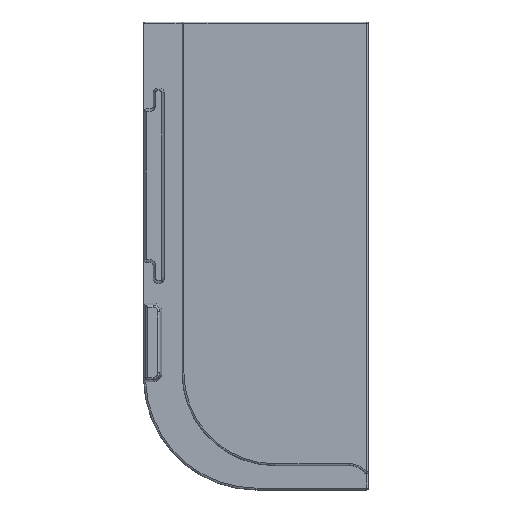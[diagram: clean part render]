
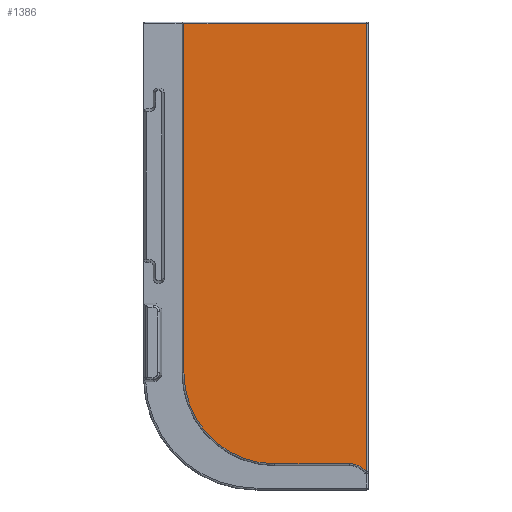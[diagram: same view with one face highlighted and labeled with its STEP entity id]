
A CAD part, top view. The second image highlights one B-rep face of the part: STEP entity #1386.
In plain terms, the highlighted planar face has unit normal (0, 0, 1).
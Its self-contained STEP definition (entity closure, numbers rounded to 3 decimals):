
#42=PLANE('',#1560);
#121=FACE_OUTER_BOUND('',#210,.T.);
#210=EDGE_LOOP('',(#1106,#1107,#1108,#1109,#1110,#1111));
#274=LINE('',#2213,#396);
#279=LINE('',#2233,#401);
#281=LINE('',#2238,#403);
#284=LINE('',#2244,#406);
#396=VECTOR('',#1748,10.);
#401=VECTOR('',#1775,10.);
#403=VECTOR('',#1779,10.);
#406=VECTOR('',#1788,10.);
#534=CIRCLE('',#1510,2.3);
#537=CIRCLE('',#1514,9.7);
#611=VERTEX_POINT('',#2196);
#614=VERTEX_POINT('',#2203);
#617=VERTEX_POINT('',#2210);
#618=VERTEX_POINT('',#2212);
#620=VERTEX_POINT('',#2221);
#624=VERTEX_POINT('',#2237);
#747=EDGE_CURVE('',#617,#618,#274,.T.);
#751=EDGE_CURVE('',#614,#617,#534,.T.);
#754=EDGE_CURVE('',#618,#620,#537,.T.);
#759=EDGE_CURVE('',#611,#614,#279,.T.);
#761=EDGE_CURVE('',#620,#624,#281,.T.);
#765=EDGE_CURVE('',#624,#611,#284,.T.);
#1106=ORIENTED_EDGE('',*,*,#747,.F.);
#1107=ORIENTED_EDGE('',*,*,#751,.F.);
#1108=ORIENTED_EDGE('',*,*,#759,.F.);
#1109=ORIENTED_EDGE('',*,*,#765,.F.);
#1110=ORIENTED_EDGE('',*,*,#761,.F.);
#1111=ORIENTED_EDGE('',*,*,#754,.F.);
#1386=ADVANCED_FACE('',(#121),#42,.T.);
#1510=AXIS2_PLACEMENT_3D('',#2219,#1756,#1757);
#1514=AXIS2_PLACEMENT_3D('',#2225,#1764,#1765);
#1560=AXIS2_PLACEMENT_3D('',#2364,#1900,#1901);
#1748=DIRECTION('',(-1.,0.,0.));
#1756=DIRECTION('center_axis',(0.,0.,
1.));
#1757=DIRECTION('ref_axis',(0.59,0.808,0.));
#1764=DIRECTION('center_axis',(0.,0.,
-1.));
#1765=DIRECTION('ref_axis',(-0.707,-0.707,0.));
#1775=DIRECTION('',(0.,-1.,0.));
#1779=DIRECTION('',(0.,1.,0.));
#1788=DIRECTION('',(1.,0.,0.));
#1900=DIRECTION('center_axis',(0.,0.,
1.));
#1901=DIRECTION('ref_axis',(1.,0.,0.));
#2196=CARTESIAN_POINT('',(11.8,24.8,3.));
#2203=CARTESIAN_POINT('',(11.8,-23.068,3.));
#2210=CARTESIAN_POINT('',(10.,-22.2,3.));
#2212=CARTESIAN_POINT('',(2.,-22.2,3.));
#2213=CARTESIAN_POINT('',(6.297,-22.2,3.));
#2219=CARTESIAN_POINT('Origin',(10.,-24.5,3.));
#2221=CARTESIAN_POINT('',(-7.7,-12.5,3.));
#2225=CARTESIAN_POINT('Origin',(2.,-12.5,3.));
#2233=CARTESIAN_POINT('',(11.8,13.366,3.));
#2237=CARTESIAN_POINT('',(-7.7,24.8,3.));
#2238=CARTESIAN_POINT('',(-7.7,-5.384,3.));
#2244=CARTESIAN_POINT('',(-4.703,24.8,3.));
#2364=CARTESIAN_POINT('Origin',(2.594,1.733,3.));
